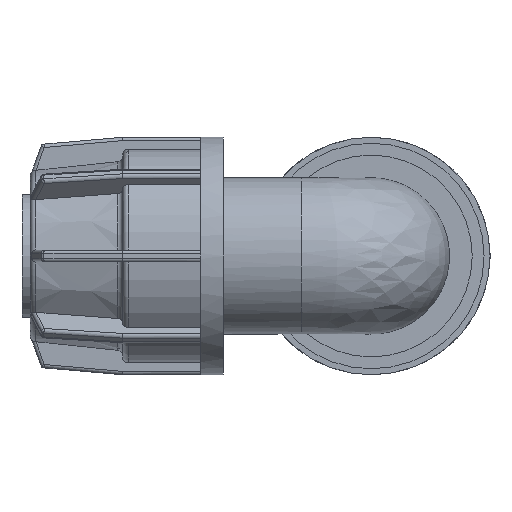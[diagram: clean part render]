
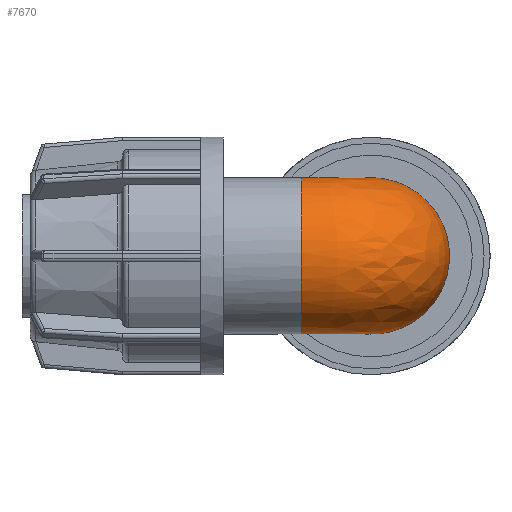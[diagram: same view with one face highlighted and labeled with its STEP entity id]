
A CAD part, left-side view. The second image highlights one B-rep face of the part: STEP entity #7670.
In plain terms, the highlighted free-form (B-spline) face has degree [2, 2] with [9, 3] control points.
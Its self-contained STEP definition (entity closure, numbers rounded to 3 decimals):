
#402=(
BOUNDED_SURFACE()
B_SPLINE_SURFACE(2,2,((#11633,#11634,#11635),(#11636,#11637,#11638),(#11639,
#11640,#11641),(#11642,#11643,#11644),(#11645,#11646,#11647),(#11648,#11649,
#11650),(#11651,#11652,#11653),(#11654,#11655,#11656),(#11657,#11658,#11659)),
 .UNSPECIFIED.,.F.,.F.,.F.)
B_SPLINE_SURFACE_WITH_KNOTS((3,2,2,2,3),(3,3),(-2.674,-1.337,
0.,1.337,2.674),(-1.571,0.),
 .UNSPECIFIED.)
GEOMETRIC_REPRESENTATION_ITEM()
RATIONAL_B_SPLINE_SURFACE(((1.,0.707,1.),(0.785,
0.555,0.785),(1.,0.707,1.),(0.785,
0.555,0.785),(1.,0.707,1.),(0.785,
0.555,0.785),(1.,0.707,1.),(0.785,
0.555,0.785),(1.,0.707,1.)))
REPRESENTATION_ITEM('')
SURFACE()
);
#432=CIRCLE('',#8204,11.2);
#434=CIRCLE('',#8207,11.2);
#1040=FACE_OUTER_BOUND('',#1570,.T.);
#1570=EDGE_LOOP('',(#5020,#5021));
#3101=VERTEX_POINT('',#11626);
#3102=VERTEX_POINT('',#11628);
#3808=EDGE_CURVE('',#3101,#3102,#432,.T.);
#3811=EDGE_CURVE('',#3102,#3101,#434,.T.);
#5020=ORIENTED_EDGE('',*,*,#3808,.F.);
#5021=ORIENTED_EDGE('',*,*,#3811,.F.);
#7670=ADVANCED_FACE('',(#1040),#402,.F.);
#8204=AXIS2_PLACEMENT_3D('',#11629,#9193,#9194);
#8207=AXIS2_PLACEMENT_3D('',#11660,#9199,#9200);
#9193=DIRECTION('center_axis',(0.,1.,0.));
#9194=DIRECTION('ref_axis',(0.,0.,-1.));
#9199=DIRECTION('center_axis',(1.,0.,0.));
#9200=DIRECTION('ref_axis',(0.,0.,-1.));
#11626=CARTESIAN_POINT('',(10.,10.,-5.044));
#11628=CARTESIAN_POINT('',(10.,10.,5.044));
#11629=CARTESIAN_POINT('Origin',(0.,10.,0.));
#11633=CARTESIAN_POINT('Ctrl Pts',(10.,10.,5.044));
#11634=CARTESIAN_POINT('Ctrl Pts',(10.,10.,5.044));
#11635=CARTESIAN_POINT('Ctrl Pts',(10.,10.,5.044));
#11636=CARTESIAN_POINT('Ctrl Pts',(10.,6.015,12.944));
#11637=CARTESIAN_POINT('Ctrl Pts',(6.015,6.015,12.944));
#11638=CARTESIAN_POINT('Ctrl Pts',(6.015,10.,12.944));
#11639=CARTESIAN_POINT('Ctrl Pts',(10.,-2.592,10.896));
#11640=CARTESIAN_POINT('Ctrl Pts',(-2.592,-2.592,
10.896));
#11641=CARTESIAN_POINT('Ctrl Pts',(-2.592,10.,10.896));
#11642=CARTESIAN_POINT('Ctrl Pts',(10.,-11.2,8.848));
#11643=CARTESIAN_POINT('Ctrl Pts',(-11.2,-11.2,8.848));
#11644=CARTESIAN_POINT('Ctrl Pts',(-11.2,10.,8.848));
#11645=CARTESIAN_POINT('Ctrl Pts',(10.,-11.2,0.));
#11646=CARTESIAN_POINT('Ctrl Pts',(-11.2,-11.2,0.));
#11647=CARTESIAN_POINT('Ctrl Pts',(-11.2,10.,0.));
#11648=CARTESIAN_POINT('Ctrl Pts',(10.,-11.2,-8.848));
#11649=CARTESIAN_POINT('Ctrl Pts',(-11.2,-11.2,-8.848));
#11650=CARTESIAN_POINT('Ctrl Pts',(-11.2,10.,-8.848));
#11651=CARTESIAN_POINT('Ctrl Pts',(10.,-2.592,-10.896));
#11652=CARTESIAN_POINT('Ctrl Pts',(-2.592,-2.592,
-10.896));
#11653=CARTESIAN_POINT('Ctrl Pts',(-2.592,10.,-10.896));
#11654=CARTESIAN_POINT('Ctrl Pts',(10.,6.015,-12.944));
#11655=CARTESIAN_POINT('Ctrl Pts',(6.015,6.015,-12.944));
#11656=CARTESIAN_POINT('Ctrl Pts',(6.015,10.,-12.944));
#11657=CARTESIAN_POINT('Ctrl Pts',(10.,10.,-5.044));
#11658=CARTESIAN_POINT('Ctrl Pts',(10.,10.,-5.044));
#11659=CARTESIAN_POINT('Ctrl Pts',(10.,10.,-5.044));
#11660=CARTESIAN_POINT('Origin',(10.,0.,0.));
